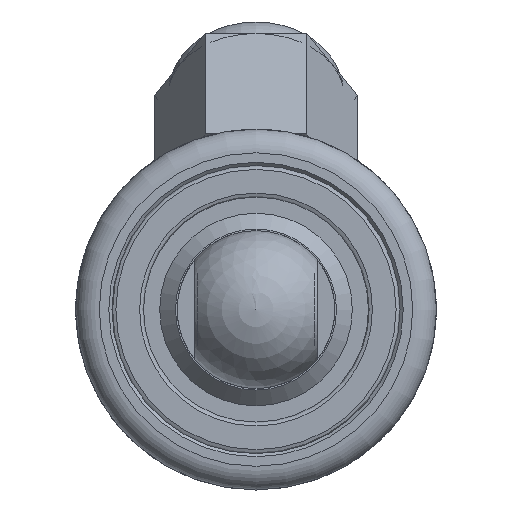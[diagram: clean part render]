
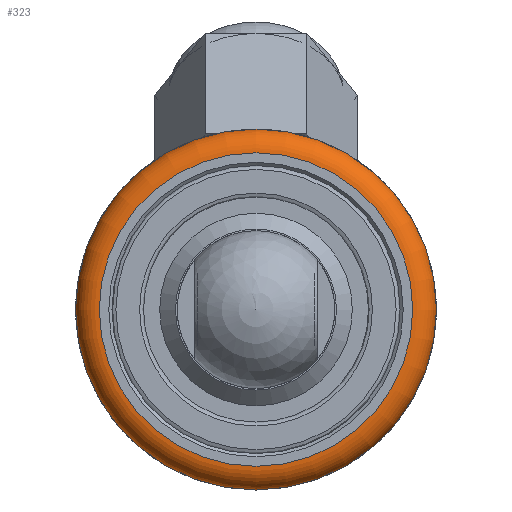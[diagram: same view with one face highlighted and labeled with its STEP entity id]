
A CAD part, left-side view. The second image highlights one B-rep face of the part: STEP entity #323.
In plain terms, the highlighted toroidal (fillet/blend) face has major radius 9.93 mm and minor radius 1.5 mm.
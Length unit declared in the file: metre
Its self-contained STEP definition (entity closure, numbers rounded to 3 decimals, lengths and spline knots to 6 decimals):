
#323 = ADVANCED_FACE( '', ( #594, #595 ), #596, .T. );
#594 = FACE_OUTER_BOUND( '', #830, .T. );
#595 = FACE_OUTER_BOUND( '', #831, .T. );
#596 = TOROIDAL_SURFACE( '', #832, 0.00993, 0.0015 );
#830 = EDGE_LOOP( '', ( #1282 ) );
#831 = EDGE_LOOP( '', ( #1283 ) );
#832 = AXIS2_PLACEMENT_3D( '', #1284, #1285, #1286 );
#1282 = ORIENTED_EDGE( '', *, *, #1428, .F. );
#1283 = ORIENTED_EDGE( '', *, *, #1345, .F. );
#1284 = CARTESIAN_POINT( '', ( 0.0005, 0., 0. ) );
#1285 = DIRECTION( '', ( 1., 0., 0. ) );
#1286 = DIRECTION( '', ( 0., 0., -1. ) );
#1345 = EDGE_CURVE( '', #1539, #1539, #1540, .T. );
#1428 = EDGE_CURVE( '', #1660, #1660, #1661, .F. );
#1539 = VERTEX_POINT( '', #1796 );
#1540 = CIRCLE( '', #1797, 0.00993 );
#1660 = VERTEX_POINT( '', #2068 );
#1661 = CIRCLE( '', #2069, 0.01143 );
#1796 = CARTESIAN_POINT( '', ( 0.002, 0., -0.00993 ) );
#1797 = AXIS2_PLACEMENT_3D( '', #2191, #2192, #2193 );
#2068 = CARTESIAN_POINT( '', ( 0.0005, 0., -0.01143 ) );
#2069 = AXIS2_PLACEMENT_3D( '', #2293, #2294, #2295 );
#2191 = CARTESIAN_POINT( '', ( 0.002, 0., 0. ) );
#2192 = DIRECTION( '', ( 1., 0., 0. ) );
#2193 = DIRECTION( '', ( 0., 0., -1. ) );
#2293 = CARTESIAN_POINT( '', ( 0.0005, 0., 0. ) );
#2294 = DIRECTION( '', ( 1., 0., 0. ) );
#2295 = DIRECTION( '', ( 0., 0., -1. ) );
